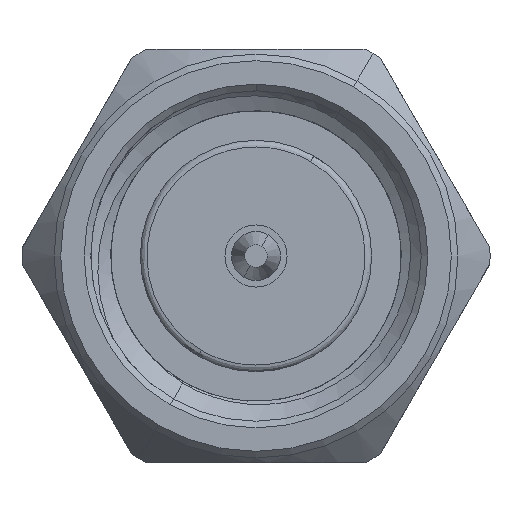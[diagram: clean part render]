
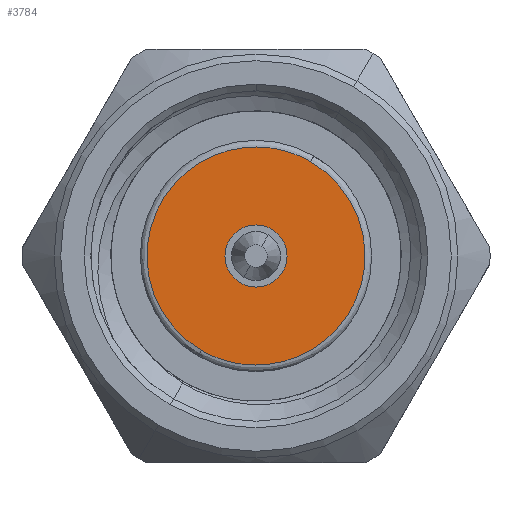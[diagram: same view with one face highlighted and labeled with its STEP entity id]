
A CAD part, left-side view. The second image highlights one B-rep face of the part: STEP entity #3784.
In plain terms, the highlighted planar face has unit normal (-1, 0, 0).
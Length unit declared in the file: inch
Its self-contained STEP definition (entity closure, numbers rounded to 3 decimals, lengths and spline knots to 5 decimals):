
#104 = DIRECTION ( 'NONE',  ( 0., 0.5, -0.866 ) ) ;
#224 = CIRCLE ( 'NONE', #4295, 0.0235 ) ;
#533 = CARTESIAN_POINT ( 'NONE',  ( 0.1, 0., 0. ) ) ;
#610 = CARTESIAN_POINT ( 'NONE',  ( 0.1, 0., 0. ) ) ;
#621 = EDGE_LOOP ( 'NONE', ( #5454, #3575 ) ) ;
#1540 = AXIS2_PLACEMENT_3D ( 'NONE', #533, #4951, #6743 ) ;
#1606 = EDGE_CURVE ( 'NONE', #3605, #6909, #224, .T. ) ;
#1679 = CARTESIAN_POINT ( 'NONE',  ( 0.1, -0.04125, 0.07145 ) ) ;
#1864 = CARTESIAN_POINT ( 'NONE',  ( 0.1, 0.04125, -0.07145 ) ) ;
#1867 = DIRECTION ( 'NONE',  ( 0., 0.5, -0.866 ) ) ;
#1905 = FACE_BOUND ( 'NONE', #621, .T. ) ;
#2215 = VERTEX_POINT ( 'NONE', #5930 ) ;
#2216 = VERTEX_POINT ( 'NONE', #6485 ) ;
#2452 = CARTESIAN_POINT ( 'NONE',  ( 0.1, -0.10164, -0.15395 ) ) ;
#2677 = CIRCLE ( 'NONE', #7120, 0.0235 ) ;
#2741 = EDGE_CURVE ( 'NONE', #2215, #2216, #5831, .T. ) ;
#3016 = FACE_OUTER_BOUND ( 'NONE', #4466, .T. ) ;
#3397 = DIRECTION ( 'NONE',  ( -1., 0., 0. ) ) ;
#3424 = CARTESIAN_POINT ( 'NONE',  ( 0.1, 0.10164, 0.15395 ) ) ;
#3573 = CARTESIAN_POINT ( 'NONE',  ( 0.1, 0., 0. ) ) ;
#3575 = ORIENTED_EDGE ( 'NONE', *, *, #5683, .F. ) ;
#3605 = VERTEX_POINT ( 'NONE', #4234 ) ;
#3784 = ADVANCED_FACE ( 'NONE', ( #1905, #3016 ), #3888, .F. ) ;
#3888 = PLANE ( 'NONE',  #1540 ) ;
#4108 = ORIENTED_EDGE ( 'NONE', *, *, #2741, .F. ) ;
#4183 = DIRECTION ( 'NONE',  ( -1., 0., 0. ) ) ;
#4234 = CARTESIAN_POINT ( 'NONE',  ( 0.1, 0.01175, -0.02035 ) ) ;
#4295 = AXIS2_PLACEMENT_3D ( 'NONE', #3573, #4183, #1867 ) ;
#4466 = EDGE_LOOP ( 'NONE', ( #4621, #4108 ) ) ;
#4482 = CARTESIAN_POINT ( 'NONE',  ( 0.1, 0.04125, -0.07145 ) ) ;
#4532 = CARTESIAN_POINT ( 'NONE',  ( 0.1, -0.01175, 0.02035 ) ) ;
#4621 = ORIENTED_EDGE ( 'NONE', *, *, #6921, .F. ) ;
#4683 = CARTESIAN_POINT ( 'NONE',  ( 0.1, -0.04125, 0.07145 ) ) ;
#4951 = DIRECTION ( 'NONE',  ( 1., 0., 0. ) ) ;
#5307 = CARTESIAN_POINT ( 'NONE',  ( 0.1, -0.18414, -0.01105 ) ) ;
#5454 = ORIENTED_EDGE ( 'NONE', *, *, #1606, .F. ) ;
#5682 = CARTESIAN_POINT ( 'NONE',  ( 0.1, 0.18414, 0.01105 ) ) ;
#5683 = EDGE_CURVE ( 'NONE', #6909, #3605, #2677, .T. ) ;
#5831 =( BOUNDED_CURVE ( )  B_SPLINE_CURVE ( 3, ( #4683, #5307, #2452, #1864 ),
 .UNSPECIFIED., .F., .F. ) 
 B_SPLINE_CURVE_WITH_KNOTS ( ( 4, 4 ),
 ( 0., 1. ),
 .UNSPECIFIED. ) 
 CURVE ( )  GEOMETRIC_REPRESENTATION_ITEM ( )  RATIONAL_B_SPLINE_CURVE ( ( 1., 0.333, 0.333, 1. ) ) 
 REPRESENTATION_ITEM ( '' )  );
#5930 = CARTESIAN_POINT ( 'NONE',  ( 0.1, -0.04125, 0.07145 ) ) ;
#6284 =( BOUNDED_CURVE ( )  B_SPLINE_CURVE ( 3, ( #4482, #5682, #3424, #1679 ),
 .UNSPECIFIED., .F., .F. ) 
 B_SPLINE_CURVE_WITH_KNOTS ( ( 4, 4 ),
 ( 0., 1. ),
 .UNSPECIFIED. ) 
 CURVE ( )  GEOMETRIC_REPRESENTATION_ITEM ( )  RATIONAL_B_SPLINE_CURVE ( ( 1., 0.333, 0.333, 1. ) ) 
 REPRESENTATION_ITEM ( '' )  );
#6485 = CARTESIAN_POINT ( 'NONE',  ( 0.1, 0.04125, -0.07145 ) ) ;
#6743 = DIRECTION ( 'NONE',  ( 0., 0.5, -0.866 ) ) ;
#6909 = VERTEX_POINT ( 'NONE', #4532 ) ;
#6921 = EDGE_CURVE ( 'NONE', #2216, #2215, #6284, .T. ) ;
#7120 = AXIS2_PLACEMENT_3D ( 'NONE', #610, #3397, #104 ) ;
